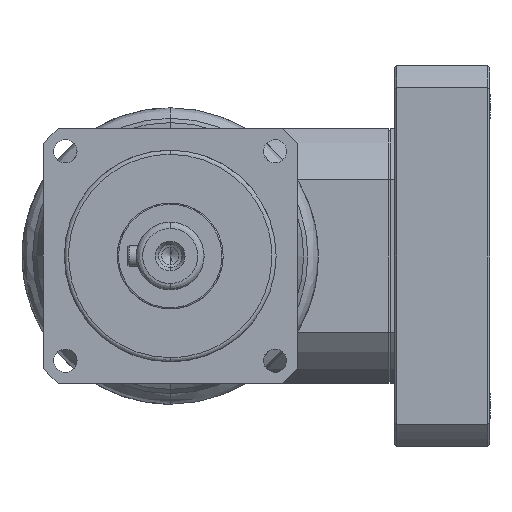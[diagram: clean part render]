
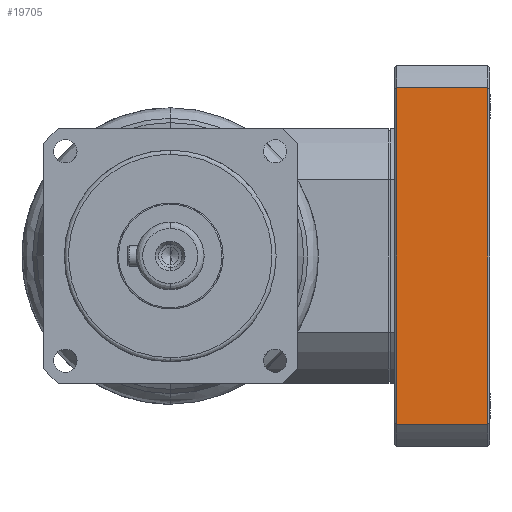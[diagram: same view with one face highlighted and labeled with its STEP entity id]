
A CAD part, left-side view. The second image highlights one B-rep face of the part: STEP entity #19705.
In plain terms, the highlighted face is planar.
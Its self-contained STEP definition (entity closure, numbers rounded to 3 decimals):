
#398 = DIRECTION ( 'NONE',  ( 0., -1., 0. ) ) ;
#641 = EDGE_LOOP ( 'NONE', ( #19736, #16415, #10656, #9949 ) ) ;
#951 = EDGE_CURVE ( 'NONE', #13295, #6153, #8914, .T. ) ;
#1160 = VECTOR ( 'NONE', #15200, 1000. ) ;
#1968 = FACE_OUTER_BOUND ( 'NONE', #641, .T. ) ;
#2542 = VERTEX_POINT ( 'NONE', #20919 ) ;
#4273 = CARTESIAN_POINT ( 'NONE',  ( -39.686, 45., 25. ) ) ;
#4400 = LINE ( 'NONE', #5668, #13577 ) ;
#5253 = VERTEX_POINT ( 'NONE', #22750 ) ;
#5355 = CARTESIAN_POINT ( 'NONE',  ( 39.686, 45., 3.5 ) ) ;
#5668 = CARTESIAN_POINT ( 'NONE',  ( -39.686, 45., 3. ) ) ;
#5759 = VECTOR ( 'NONE', #15737, 1000. ) ;
#5872 = AXIS2_PLACEMENT_3D ( 'NONE', #11531, #398, #13294 ) ;
#6153 = VERTEX_POINT ( 'NONE', #5355 ) ;
#6351 = LINE ( 'NONE', #6779, #5759 ) ;
#6406 = EDGE_CURVE ( 'NONE', #2542, #5253, #20008, .T. ) ;
#6779 = CARTESIAN_POINT ( 'NONE',  ( 39.686, 45., 3. ) ) ;
#7654 = DIRECTION ( 'NONE',  ( 0., 0., -1. ) ) ;
#8914 = LINE ( 'NONE', #12092, #13138 ) ;
#9949 = ORIENTED_EDGE ( 'NONE', *, *, #951, .F. ) ;
#10656 = ORIENTED_EDGE ( 'NONE', *, *, #15614, .F. ) ;
#11531 = CARTESIAN_POINT ( 'NONE',  ( -39.686, 45., 3. ) ) ;
#12092 = CARTESIAN_POINT ( 'NONE',  ( -6.972, 45., 3.5 ) ) ;
#12118 = DIRECTION ( 'NONE',  ( 1., 0., 0. ) ) ;
#13138 = VECTOR ( 'NONE', #12118, 1000. ) ;
#13294 = DIRECTION ( 'NONE',  ( 1., 0., 0. ) ) ;
#13295 = VERTEX_POINT ( 'NONE', #20131 ) ;
#13577 = VECTOR ( 'NONE', #7654, 1000. ) ;
#15200 = DIRECTION ( 'NONE',  ( -1., 0., 0. ) ) ;
#15614 = EDGE_CURVE ( 'NONE', #6153, #2542, #6351, .T. ) ;
#15737 = DIRECTION ( 'NONE',  ( 0., 0., 1. ) ) ;
#16415 = ORIENTED_EDGE ( 'NONE', *, *, #6406, .F. ) ;
#18186 = EDGE_CURVE ( 'NONE', #5253, #13295, #4400, .T. ) ;
#19705 = ADVANCED_FACE ( 'NONE', ( #1968 ), #22115, .F. ) ;
#19736 = ORIENTED_EDGE ( 'NONE', *, *, #18186, .F. ) ;
#20008 = LINE ( 'NONE', #4273, #1160 ) ;
#20131 = CARTESIAN_POINT ( 'NONE',  ( -39.686, 45., 3.5 ) ) ;
#20919 = CARTESIAN_POINT ( 'NONE',  ( 39.686, 45., 25. ) ) ;
#22115 = PLANE ( 'NONE',  #5872 ) ;
#22750 = CARTESIAN_POINT ( 'NONE',  ( -39.686, 45., 25. ) ) ;
